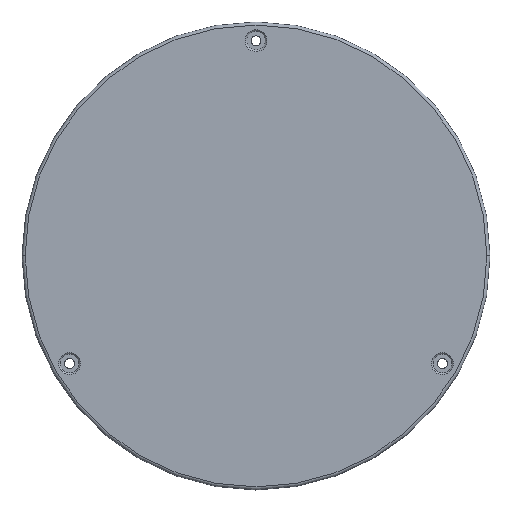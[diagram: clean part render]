
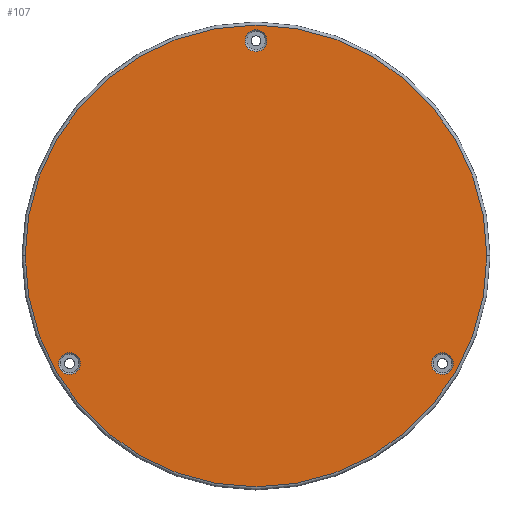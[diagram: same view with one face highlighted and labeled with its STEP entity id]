
A CAD part, top view. The second image highlights one B-rep face of the part: STEP entity #107.
In plain terms, the highlighted planar face has unit normal (0, 0, 1).
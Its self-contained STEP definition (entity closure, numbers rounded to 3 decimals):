
#2 = EDGE_CURVE ( 'NONE', #916, #194, #390, .T. ) ;
#19 = VERTEX_POINT ( 'NONE', #464 ) ;
#25 = CARTESIAN_POINT ( 'NONE',  ( 0., 69., 6. ) ) ;
#50 = CARTESIAN_POINT ( 'NONE',  ( -74., 0., 6. ) ) ;
#61 = AXIS2_PLACEMENT_3D ( 'NONE', #962, #593, #946 ) ;
#67 = EDGE_CURVE ( 'NONE', #391, #662, #230, .T. ) ;
#78 = EDGE_CURVE ( 'NONE', #106, #19, #701, .T. ) ;
#96 = AXIS2_PLACEMENT_3D ( 'NONE', #370, #610, #906 ) ;
#106 = VERTEX_POINT ( 'NONE', #818 ) ;
#107 = ADVANCED_FACE ( 'NONE', ( #801, #122, #135, #956 ), #340, .T. ) ;
#110 = DIRECTION ( 'NONE',  ( 1., 0., 0. ) ) ;
#111 = CIRCLE ( 'NONE', #212, 74. ) ;
#120 = DIRECTION ( 'NONE',  ( 1., 0., 0. ) ) ;
#122 = FACE_BOUND ( 'NONE', #900, .T. ) ;
#135 = FACE_BOUND ( 'NONE', #971, .T. ) ;
#161 = DIRECTION ( 'NONE',  ( 1., 0., 0. ) ) ;
#181 = ORIENTED_EDGE ( 'NONE', *, *, #78, .T. ) ;
#194 = VERTEX_POINT ( 'NONE', #50 ) ;
#212 = AXIS2_PLACEMENT_3D ( 'NONE', #320, #860, #120 ) ;
#218 = CARTESIAN_POINT ( 'NONE',  ( 0., 69., 6. ) ) ;
#230 = CIRCLE ( 'NONE', #344, 3.5 ) ;
#243 = ORIENTED_EDGE ( 'NONE', *, *, #763, .T. ) ;
#247 = AXIS2_PLACEMENT_3D ( 'NONE', #627, #925, #767 ) ;
#304 = CARTESIAN_POINT ( 'NONE',  ( 0., 0., 6. ) ) ;
#320 = CARTESIAN_POINT ( 'NONE',  ( 0., 0., 6. ) ) ;
#340 = PLANE ( 'NONE',  #61 ) ;
#344 = AXIS2_PLACEMENT_3D ( 'NONE', #933, #861, #110 ) ;
#366 = ORIENTED_EDGE ( 'NONE', *, *, #461, .T. ) ;
#370 = CARTESIAN_POINT ( 'NONE',  ( -59.756, -34.5, 6. ) ) ;
#380 = CARTESIAN_POINT ( 'NONE',  ( -56.256, -34.5, 6. ) ) ;
#384 = ORIENTED_EDGE ( 'NONE', *, *, #2, .T. ) ;
#385 = CARTESIAN_POINT ( 'NONE',  ( -59.756, -34.5, 6. ) ) ;
#390 = CIRCLE ( 'NONE', #805, 74. ) ;
#391 = VERTEX_POINT ( 'NONE', #542 ) ;
#396 = EDGE_LOOP ( 'NONE', ( #243, #811 ) ) ;
#406 = AXIS2_PLACEMENT_3D ( 'NONE', #385, #697, #632 ) ;
#411 = EDGE_CURVE ( 'NONE', #521, #428, #478, .T. ) ;
#420 = EDGE_CURVE ( 'NONE', #662, #391, #625, .T. ) ;
#428 = VERTEX_POINT ( 'NONE', #380 ) ;
#461 = EDGE_CURVE ( 'NONE', #194, #916, #111, .T. ) ;
#464 = CARTESIAN_POINT ( 'NONE',  ( -3.5, 69., 6. ) ) ;
#469 = DIRECTION ( 'NONE',  ( 0., 0., 1. ) ) ;
#478 = CIRCLE ( 'NONE', #406, 3.5 ) ;
#515 = DIRECTION ( 'NONE',  ( 0., 0., -1. ) ) ;
#521 = VERTEX_POINT ( 'NONE', #666 ) ;
#538 = DIRECTION ( 'NONE',  ( 0., 0., -1. ) ) ;
#542 = CARTESIAN_POINT ( 'NONE',  ( 63.256, -34.5, 6. ) ) ;
#543 = ORIENTED_EDGE ( 'NONE', *, *, #714, .T. ) ;
#559 = EDGE_LOOP ( 'NONE', ( #384, #366 ) ) ;
#581 = AXIS2_PLACEMENT_3D ( 'NONE', #218, #538, #909 ) ;
#593 = DIRECTION ( 'NONE',  ( 0., 0., 1. ) ) ;
#601 = CARTESIAN_POINT ( 'NONE',  ( 56.256, -34.5, 6. ) ) ;
#610 = DIRECTION ( 'NONE',  ( 0., 0., -1. ) ) ;
#625 = CIRCLE ( 'NONE', #247, 3.5 ) ;
#627 = CARTESIAN_POINT ( 'NONE',  ( 59.756, -34.5, 6. ) ) ;
#632 = DIRECTION ( 'NONE',  ( 1., 0., 0. ) ) ;
#635 = CARTESIAN_POINT ( 'NONE',  ( 74., 0., 6. ) ) ;
#650 = DIRECTION ( 'NONE',  ( 1., 0., 0. ) ) ;
#662 = VERTEX_POINT ( 'NONE', #601 ) ;
#666 = CARTESIAN_POINT ( 'NONE',  ( -63.256, -34.5, 6. ) ) ;
#697 = DIRECTION ( 'NONE',  ( 0., 0., -1. ) ) ;
#701 = CIRCLE ( 'NONE', #931, 3.5 ) ;
#706 = CIRCLE ( 'NONE', #96, 3.5 ) ;
#714 = EDGE_CURVE ( 'NONE', #19, #106, #727, .T. ) ;
#727 = CIRCLE ( 'NONE', #581, 3.5 ) ;
#763 = EDGE_CURVE ( 'NONE', #428, #521, #706, .T. ) ;
#767 = DIRECTION ( 'NONE',  ( 1., 0., 0. ) ) ;
#801 = FACE_BOUND ( 'NONE', #396, .T. ) ;
#805 = AXIS2_PLACEMENT_3D ( 'NONE', #304, #469, #161 ) ;
#811 = ORIENTED_EDGE ( 'NONE', *, *, #411, .T. ) ;
#818 = CARTESIAN_POINT ( 'NONE',  ( 3.5, 69., 6. ) ) ;
#860 = DIRECTION ( 'NONE',  ( 0., 0., 1. ) ) ;
#861 = DIRECTION ( 'NONE',  ( 0., 0., -1. ) ) ;
#873 = ORIENTED_EDGE ( 'NONE', *, *, #420, .T. ) ;
#900 = EDGE_LOOP ( 'NONE', ( #181, #543 ) ) ;
#906 = DIRECTION ( 'NONE',  ( 1., 0., 0. ) ) ;
#909 = DIRECTION ( 'NONE',  ( 1., 0., 0. ) ) ;
#916 = VERTEX_POINT ( 'NONE', #635 ) ;
#925 = DIRECTION ( 'NONE',  ( 0., 0., -1. ) ) ;
#931 = AXIS2_PLACEMENT_3D ( 'NONE', #25, #515, #650 ) ;
#933 = CARTESIAN_POINT ( 'NONE',  ( 59.756, -34.5, 6. ) ) ;
#938 = ORIENTED_EDGE ( 'NONE', *, *, #67, .T. ) ;
#946 = DIRECTION ( 'NONE',  ( 1., 0., 0. ) ) ;
#956 = FACE_OUTER_BOUND ( 'NONE', #559, .T. ) ;
#962 = CARTESIAN_POINT ( 'NONE',  ( 0., 0., 6. ) ) ;
#971 = EDGE_LOOP ( 'NONE', ( #938, #873 ) ) ;
